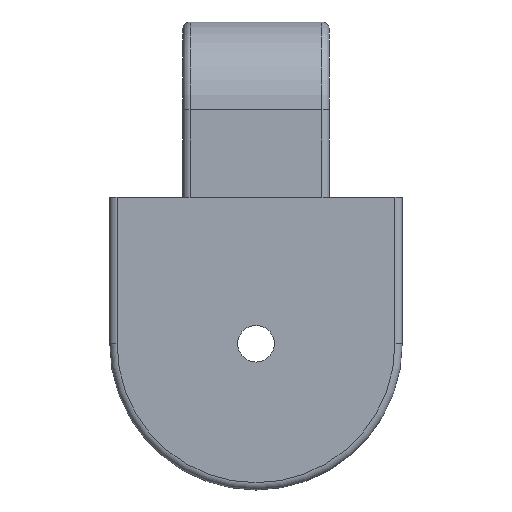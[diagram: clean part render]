
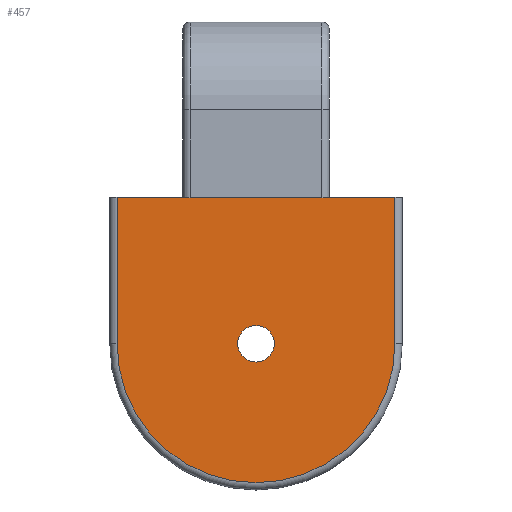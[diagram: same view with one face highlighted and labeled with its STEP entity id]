
A CAD part, front view. The second image highlights one B-rep face of the part: STEP entity #457.
In plain terms, the highlighted planar face has unit normal (0, -1, 0).
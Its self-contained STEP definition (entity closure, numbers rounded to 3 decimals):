
#16=FACE_BOUND('',#73,.T.);
#21=PLANE('',#512);
#43=FACE_OUTER_BOUND('',#72,.T.);
#72=EDGE_LOOP('',(#342,#343,#344,#345,#346,#347));
#73=EDGE_LOOP('',(#348));
#103=LINE('',#735,#141);
#106=LINE('',#742,#144);
#107=LINE('',#753,#145);
#109=LINE('',#757,#147);
#110=LINE('',#758,#148);
#141=VECTOR('',#583,10.);
#144=VECTOR('',#590,10.);
#145=VECTOR('',#603,10.);
#147=VECTOR('',#607,10.);
#148=VECTOR('',#608,10.);
#181=CIRCLE('',#508,19.);
#184=CIRCLE('',#513,2.5);
#211=VERTEX_POINT('',#732);
#212=VERTEX_POINT('',#734);
#214=VERTEX_POINT('',#740);
#216=VERTEX_POINT('',#745);
#218=VERTEX_POINT('',#751);
#219=VERTEX_POINT('',#756);
#220=VERTEX_POINT('',#759);
#255=EDGE_CURVE('',#212,#211,#103,.T.);
#259=EDGE_CURVE('',#214,#211,#106,.T.);
#261=EDGE_CURVE('',#216,#214,#181,.T.);
#264=EDGE_CURVE('',#218,#216,#107,.T.);
#266=EDGE_CURVE('',#218,#219,#109,.T.);
#267=EDGE_CURVE('',#212,#219,#110,.T.);
#268=EDGE_CURVE('',#220,#220,#184,.T.);
#342=ORIENTED_EDGE('',*,*,#259,.F.);
#343=ORIENTED_EDGE('',*,*,#261,.F.);
#344=ORIENTED_EDGE('',*,*,#264,.F.);
#345=ORIENTED_EDGE('',*,*,#266,.T.);
#346=ORIENTED_EDGE('',*,*,#267,.F.);
#347=ORIENTED_EDGE('',*,*,#255,.T.);
#348=ORIENTED_EDGE('',*,*,#268,.T.);
#457=ADVANCED_FACE('',(#43,#16),#21,.F.);
#508=AXIS2_PLACEMENT_3D('',#747,#595,#596);
#512=AXIS2_PLACEMENT_3D('',#755,#605,#606);
#513=AXIS2_PLACEMENT_3D('',#760,#609,#610);
#583=DIRECTION('',(-1.,0.,0.));
#590=DIRECTION('',(0.,0.,1.));
#595=DIRECTION('center_axis',(0.,1.,0.));
#596=DIRECTION('ref_axis',(0.,0.,-1.));
#603=DIRECTION('',(0.,0.,-1.));
#605=DIRECTION('center_axis',(0.,1.,0.));
#606=DIRECTION('ref_axis',(1.,0.,0.));
#607=DIRECTION('',(-1.,0.,0.));
#608=DIRECTION('',(1.,0.,0.));
#609=DIRECTION('center_axis',(0.,1.,0.));
#610=DIRECTION('ref_axis',(1.,0.,0.));
#732=CARTESIAN_POINT('',(-19.,-6.,-12.));
#734=CARTESIAN_POINT('',(-10.,-6.,-12.));
#735=CARTESIAN_POINT('',(20.,-6.,-12.));
#740=CARTESIAN_POINT('',(-19.,-6.,-32.));
#742=CARTESIAN_POINT('',(-19.,-6.,-32.));
#745=CARTESIAN_POINT('',(19.,-6.,-32.));
#747=CARTESIAN_POINT('Origin',(0.,-6.,-32.));
#751=CARTESIAN_POINT('',(19.,-6.,-12.));
#753=CARTESIAN_POINT('',(19.,-6.,-22.));
#755=CARTESIAN_POINT('Origin',(0.,-6.,-32.));
#756=CARTESIAN_POINT('',(10.,-6.,-12.));
#757=CARTESIAN_POINT('',(20.,-6.,-12.));
#758=CARTESIAN_POINT('',(0.,-6.,-12.));
#759=CARTESIAN_POINT('',(-2.5,-6.,-32.));
#760=CARTESIAN_POINT('Origin',(0.,-6.,-32.));
